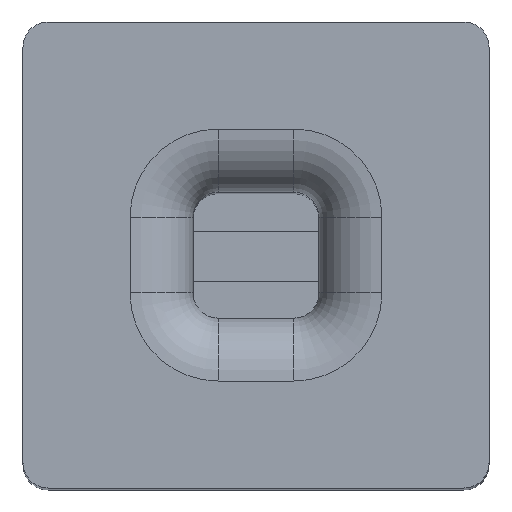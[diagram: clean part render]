
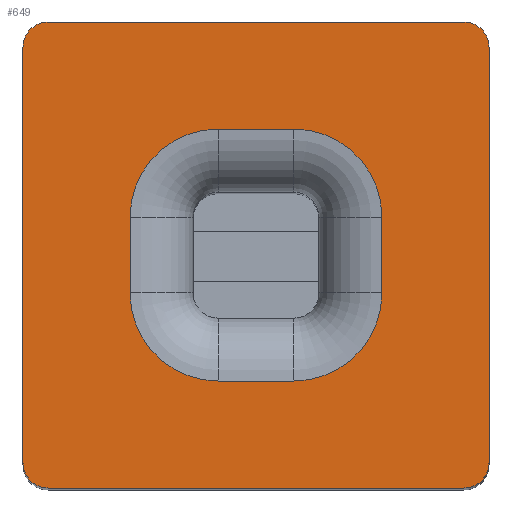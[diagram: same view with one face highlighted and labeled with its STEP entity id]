
A CAD part, top view. The second image highlights one B-rep face of the part: STEP entity #649.
In plain terms, the highlighted planar face has unit normal (0, 0, 1).
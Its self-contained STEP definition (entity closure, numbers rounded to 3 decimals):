
#17=FACE_BOUND('',#236,.T.);
#21=PLANE('',#720);
#42=LINE('',#971,#108);
#44=LINE('',#983,#110);
#46=LINE('',#995,#112);
#47=LINE('',#1003,#113);
#60=LINE('',#1036,#126);
#61=LINE('',#1040,#127);
#62=LINE('',#1044,#128);
#63=LINE('',#1047,#129);
#108=VECTOR('',#773,10.);
#110=VECTOR('',#787,10.);
#112=VECTOR('',#801,10.);
#113=VECTOR('',#812,10.);
#126=VECTOR('',#841,10.);
#127=VECTOR('',#844,10.);
#128=VECTOR('',#847,10.);
#129=VECTOR('',#850,10.);
#197=FACE_OUTER_BOUND('',#235,.T.);
#235=EDGE_LOOP('',(#497,#498,#499,#500,#501,#502,#503,#504));
#236=EDGE_LOOP('',(#505,#506,#507,#508,#509,#510,#511,#512));
#264=CIRCLE('',#692,0.35);
#270=CIRCLE('',#700,0.35);
#274=CIRCLE('',#706,0.35);
#278=CIRCLE('',#712,0.35);
#281=CIRCLE('',#721,0.1);
#282=CIRCLE('',#722,0.1);
#283=CIRCLE('',#723,0.1);
#284=CIRCLE('',#724,0.1);
#292=VERTEX_POINT('',#959);
#293=VERTEX_POINT('',#961);
#295=VERTEX_POINT('',#967);
#297=VERTEX_POINT('',#973);
#299=VERTEX_POINT('',#979);
#301=VERTEX_POINT('',#985);
#303=VERTEX_POINT('',#991);
#305=VERTEX_POINT('',#997);
#316=VERTEX_POINT('',#1032);
#317=VERTEX_POINT('',#1033);
#318=VERTEX_POINT('',#1035);
#319=VERTEX_POINT('',#1037);
#320=VERTEX_POINT('',#1039);
#321=VERTEX_POINT('',#1041);
#322=VERTEX_POINT('',#1043);
#323=VERTEX_POINT('',#1045);
#352=EDGE_CURVE('',#292,#293,#264,.T.);
#357=EDGE_CURVE('',#293,#295,#42,.T.);
#360=EDGE_CURVE('',#295,#297,#270,.T.);
#363=EDGE_CURVE('',#297,#299,#44,.T.);
#366=EDGE_CURVE('',#299,#301,#274,.T.);
#369=EDGE_CURVE('',#301,#303,#46,.T.);
#372=EDGE_CURVE('',#303,#305,#278,.T.);
#373=EDGE_CURVE('',#305,#292,#47,.T.);
#388=EDGE_CURVE('',#316,#317,#281,.T.);
#389=EDGE_CURVE('',#316,#318,#60,.T.);
#390=EDGE_CURVE('',#319,#318,#282,.T.);
#391=EDGE_CURVE('',#319,#320,#61,.T.);
#392=EDGE_CURVE('',#321,#320,#283,.T.);
#393=EDGE_CURVE('',#321,#322,#62,.T.);
#394=EDGE_CURVE('',#323,#322,#284,.T.);
#395=EDGE_CURVE('',#323,#317,#63,.T.);
#497=ORIENTED_EDGE('',*,*,#388,.F.);
#498=ORIENTED_EDGE('',*,*,#389,.T.);
#499=ORIENTED_EDGE('',*,*,#390,.F.);
#500=ORIENTED_EDGE('',*,*,#391,.T.);
#501=ORIENTED_EDGE('',*,*,#392,.F.);
#502=ORIENTED_EDGE('',*,*,#393,.T.);
#503=ORIENTED_EDGE('',*,*,#394,.F.);
#504=ORIENTED_EDGE('',*,*,#395,.T.);
#505=ORIENTED_EDGE('',*,*,#352,.F.);
#506=ORIENTED_EDGE('',*,*,#373,.F.);
#507=ORIENTED_EDGE('',*,*,#372,.F.);
#508=ORIENTED_EDGE('',*,*,#369,.F.);
#509=ORIENTED_EDGE('',*,*,#366,.F.);
#510=ORIENTED_EDGE('',*,*,#363,.F.);
#511=ORIENTED_EDGE('',*,*,#360,.F.);
#512=ORIENTED_EDGE('',*,*,#357,.F.);
#649=ADVANCED_FACE('',(#197,#17),#21,.T.);
#692=AXIS2_PLACEMENT_3D('',#962,#762,#763);
#700=AXIS2_PLACEMENT_3D('',#977,#780,#781);
#706=AXIS2_PLACEMENT_3D('',#989,#794,#795);
#712=AXIS2_PLACEMENT_3D('',#1001,#808,#809);
#720=AXIS2_PLACEMENT_3D('',#1031,#837,#838);
#721=AXIS2_PLACEMENT_3D('',#1034,#839,#840);
#722=AXIS2_PLACEMENT_3D('',#1038,#842,#843);
#723=AXIS2_PLACEMENT_3D('',#1042,#845,#846);
#724=AXIS2_PLACEMENT_3D('',#1046,#848,#849);
#762=DIRECTION('center_axis',(0.,0.,1.));
#763=DIRECTION('ref_axis',(0.707,-0.707,0.));
#773=DIRECTION('',(0.,1.,0.));
#780=DIRECTION('center_axis',(0.,0.,1.));
#781=DIRECTION('ref_axis',(0.707,0.707,0.));
#787=DIRECTION('',(-1.,0.,0.));
#794=DIRECTION('center_axis',(0.,0.,1.));
#795=DIRECTION('ref_axis',(-0.707,0.707,0.));
#801=DIRECTION('',(0.,-1.,0.));
#808=DIRECTION('center_axis',(0.,0.,1.));
#809=DIRECTION('ref_axis',(-0.707,-0.707,0.));
#812=DIRECTION('',(1.,0.,0.));
#837=DIRECTION('center_axis',(0.,0.,1.));
#838=DIRECTION('ref_axis',(1.,0.,0.));
#839=DIRECTION('center_axis',(0.,0.,-1.));
#840=DIRECTION('ref_axis',(-0.707,-0.707,0.));
#841=DIRECTION('',(1.,0.,0.));
#842=DIRECTION('center_axis',(0.,0.,-1.));
#843=DIRECTION('ref_axis',(0.707,-0.707,0.));
#844=DIRECTION('',(0.,1.,0.));
#845=DIRECTION('center_axis',(0.,0.,-1.));
#846=DIRECTION('ref_axis',(0.707,0.707,0.));
#847=DIRECTION('',(-1.,0.,0.));
#848=DIRECTION('center_axis',(0.,0.,-1.));
#849=DIRECTION('ref_axis',(-0.707,0.707,0.));
#850=DIRECTION('',(0.,-1.,0.));
#959=CARTESIAN_POINT('',(0.15,-0.5,0.));
#961=CARTESIAN_POINT('',(0.5,-0.15,0.));
#962=CARTESIAN_POINT('Origin',(0.15,-0.15,0.));
#967=CARTESIAN_POINT('',(0.5,0.15,0.));
#971=CARTESIAN_POINT('',(0.5,-0.125,0.));
#973=CARTESIAN_POINT('',(0.15,0.5,0.));
#977=CARTESIAN_POINT('Origin',(0.15,0.15,0.));
#979=CARTESIAN_POINT('',(-0.15,0.5,0.));
#983=CARTESIAN_POINT('',(0.125,0.5,0.));
#985=CARTESIAN_POINT('',(-0.5,0.15,0.));
#989=CARTESIAN_POINT('Origin',(-0.15,0.15,0.));
#991=CARTESIAN_POINT('',(-0.5,-0.15,0.));
#995=CARTESIAN_POINT('',(-0.5,0.125,0.));
#997=CARTESIAN_POINT('',(-0.15,-0.5,0.));
#1001=CARTESIAN_POINT('Origin',(-0.15,-0.15,0.));
#1003=CARTESIAN_POINT('',(-0.125,-0.5,0.));
#1031=CARTESIAN_POINT('Origin',(0.,0.,0.));
#1032=CARTESIAN_POINT('',(-0.825,-0.925,0.));
#1033=CARTESIAN_POINT('',(-0.925,-0.825,0.));
#1034=CARTESIAN_POINT('Origin',(-0.825,-0.825,0.));
#1035=CARTESIAN_POINT('',(0.825,-0.925,0.));
#1036=CARTESIAN_POINT('',(-0.925,-0.925,0.));
#1037=CARTESIAN_POINT('',(0.925,-0.825,0.));
#1038=CARTESIAN_POINT('Origin',(0.825,-0.825,0.));
#1039=CARTESIAN_POINT('',(0.925,0.825,0.));
#1040=CARTESIAN_POINT('',(0.925,-0.925,0.));
#1041=CARTESIAN_POINT('',(0.825,0.925,0.));
#1042=CARTESIAN_POINT('Origin',(0.825,0.825,0.));
#1043=CARTESIAN_POINT('',(-0.825,0.925,0.));
#1044=CARTESIAN_POINT('',(0.925,0.925,0.));
#1045=CARTESIAN_POINT('',(-0.925,0.825,0.));
#1046=CARTESIAN_POINT('Origin',(-0.825,0.825,0.));
#1047=CARTESIAN_POINT('',(-0.925,0.925,0.));
